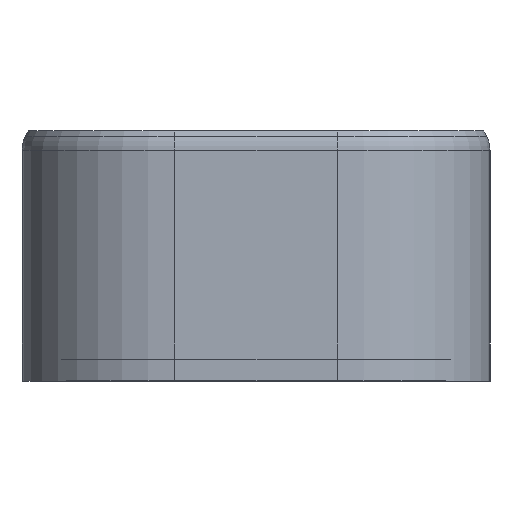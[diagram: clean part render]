
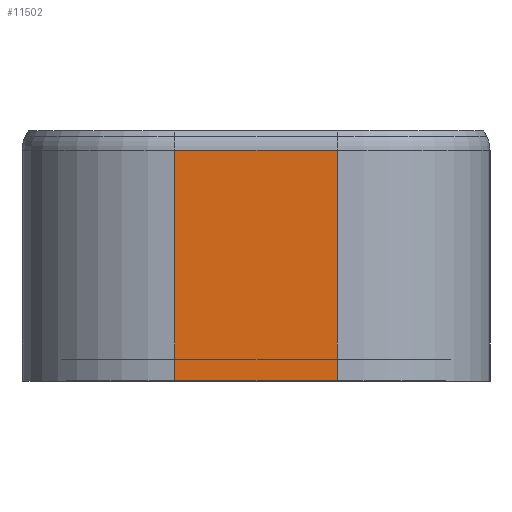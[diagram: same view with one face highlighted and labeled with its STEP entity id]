
A CAD part, left-side view. The second image highlights one B-rep face of the part: STEP entity #11502.
In plain terms, the highlighted planar face has unit normal (-1, 0, 0).
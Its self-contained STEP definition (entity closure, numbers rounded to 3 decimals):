
#1006=FACE_OUTER_BOUND('',#1686,.T.);
#1686=EDGE_LOOP('',(#8578,#8579,#8580,#8581));
#2573=LINE('',#18202,#3813);
#2593=LINE('',#18259,#3833);
#2594=LINE('',#18263,#3834);
#2595=LINE('',#18264,#3835);
#3813=VECTOR('',#13460,10.);
#3833=VECTOR('',#13526,10.);
#3834=VECTOR('',#13531,10.);
#3835=VECTOR('',#13532,10.);
#5073=VERTEX_POINT('',#18195);
#5075=VERTEX_POINT('',#18201);
#5089=VERTEX_POINT('',#18258);
#5090=VERTEX_POINT('',#18262);
#6323=EDGE_CURVE('',#5073,#5075,#2573,.T.);
#6352=EDGE_CURVE('',#5075,#5089,#2593,.T.);
#6354=EDGE_CURVE('',#5073,#5090,#2594,.T.);
#6355=EDGE_CURVE('',#5090,#5089,#2595,.F.);
#8578=ORIENTED_EDGE('',*,*,#6323,.F.);
#8579=ORIENTED_EDGE('',*,*,#6354,.T.);
#8580=ORIENTED_EDGE('',*,*,#6355,.T.);
#8581=ORIENTED_EDGE('',*,*,#6352,.F.);
#10953=PLANE('',#12140);
#11502=ADVANCED_FACE('',(#1006),#10953,.T.);
#12140=AXIS2_PLACEMENT_3D('',#18261,#13529,#13530);
#13460=DIRECTION('',(0.,-1.,0.));
#13526=DIRECTION('',(0.,0.,-1.));
#13529=DIRECTION('center_axis',(-1.,0.,0.));
#13530=DIRECTION('ref_axis',(0.,1.,0.));
#13531=DIRECTION('',(0.,0.,-1.));
#13532=DIRECTION('',(0.,1.,0.));
#18195=CARTESIAN_POINT('',(-200.,8.,-1.908));
#18201=CARTESIAN_POINT('',(-200.,-8.,-1.908));
#18202=CARTESIAN_POINT('',(-200.,-6.,-1.908));
#18258=CARTESIAN_POINT('',(-200.,-8.,-24.6));
#18259=CARTESIAN_POINT('',(-200.,-8.,0.));
#18261=CARTESIAN_POINT('Origin',(-200.,-8.,0.));
#18262=CARTESIAN_POINT('',(-200.,8.,-24.6));
#18263=CARTESIAN_POINT('',(-200.,8.,0.));
#18264=CARTESIAN_POINT('',(-200.,-4.,-24.6));
